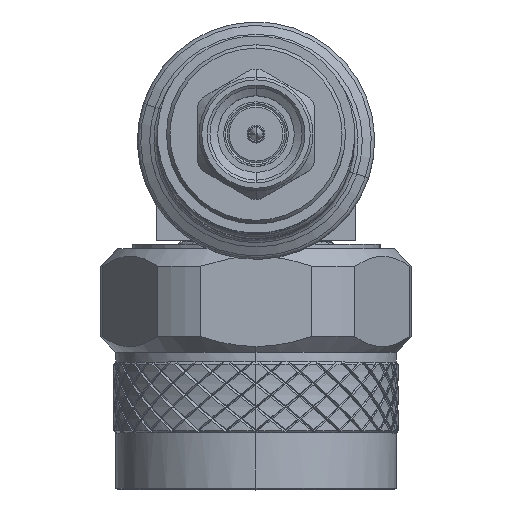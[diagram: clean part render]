
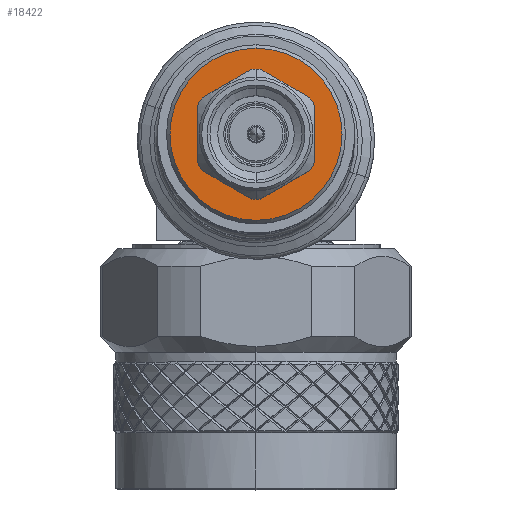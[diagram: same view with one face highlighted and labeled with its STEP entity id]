
A CAD part, top view. The second image highlights one B-rep face of the part: STEP entity #18422.
In plain terms, the highlighted face is planar.
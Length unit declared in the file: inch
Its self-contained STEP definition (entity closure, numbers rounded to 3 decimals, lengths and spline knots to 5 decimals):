
#4062 = DIRECTION ( 'NONE',  ( 1., 0., 0. ) ) ;
#5431 = CIRCLE ( 'NONE', #31239, 0.239 ) ;
#5569 = DIRECTION ( 'NONE',  ( 0., -1., 0. ) ) ;
#6847 = CARTESIAN_POINT ( 'NONE',  ( 0.34866, 0., 0. ) ) ;
#8294 = PLANE ( 'NONE',  #24278 ) ;
#10867 = CARTESIAN_POINT ( 'NONE',  ( 0.34866, 0.12928, 0. ) ) ;
#11233 = ORIENTED_EDGE ( 'NONE', *, *, #25818, .T. ) ;
#11874 = FACE_OUTER_BOUND ( 'NONE', #48885, .T. ) ;
#13314 = DIRECTION ( 'NONE',  ( 0., -1., 0. ) ) ;
#13926 = CIRCLE ( 'NONE', #19663, 0.12928 ) ;
#14323 = DIRECTION ( 'NONE',  ( -1., 0., 0. ) ) ;
#14550 = ORIENTED_EDGE ( 'NONE', *, *, #33900, .T. ) ;
#14845 = EDGE_CURVE ( 'NONE', #48584, #21869, #45347, .T. ) ;
#18422 = ADVANCED_FACE ( 'NONE', ( #30701, #11874 ), #8294, .F. ) ;
#19663 = AXIS2_PLACEMENT_3D ( 'NONE', #27387, #49012, #13314 ) ;
#20728 = CARTESIAN_POINT ( 'NONE',  ( 0.34866, 0.239, 0. ) ) ;
#21759 = DIRECTION ( 'NONE',  ( 0., 1., 0. ) ) ;
#21790 = ORIENTED_EDGE ( 'NONE', *, *, #14845, .F. ) ;
#21869 = VERTEX_POINT ( 'NONE', #37439 ) ;
#22693 = EDGE_CURVE ( 'NONE', #21869, #48584, #13926, .T. ) ;
#23906 = DIRECTION ( 'NONE',  ( 0., -1., 0. ) ) ;
#24278 = AXIS2_PLACEMENT_3D ( 'NONE', #49046, #4062, #21759 ) ;
#25100 = DIRECTION ( 'NONE',  ( -1., 0., 0. ) ) ;
#25818 = EDGE_CURVE ( 'NONE', #52888, #56194, #5431, .T. ) ;
#26104 = AXIS2_PLACEMENT_3D ( 'NONE', #6847, #25100, #5569 ) ;
#26113 = CIRCLE ( 'NONE', #57571, 0.239 ) ;
#27387 = CARTESIAN_POINT ( 'NONE',  ( 0.34866, 0., 0. ) ) ;
#28897 = CARTESIAN_POINT ( 'NONE',  ( 0.34866, -0.239, 0. ) ) ;
#30701 = FACE_BOUND ( 'NONE', #51277, .T. ) ;
#31239 = AXIS2_PLACEMENT_3D ( 'NONE', #50989, #37177, #51290 ) ;
#33900 = EDGE_CURVE ( 'NONE', #56194, #52888, #26113, .T. ) ;
#37177 = DIRECTION ( 'NONE',  ( -1., 0., 0. ) ) ;
#37373 = CARTESIAN_POINT ( 'NONE',  ( 0.34866, 0., 0. ) ) ;
#37439 = CARTESIAN_POINT ( 'NONE',  ( 0.34866, -0.12928, 0. ) ) ;
#45347 = CIRCLE ( 'NONE', #26104, 0.12928 ) ;
#46296 = ORIENTED_EDGE ( 'NONE', *, *, #22693, .F. ) ;
#48584 = VERTEX_POINT ( 'NONE', #10867 ) ;
#48885 = EDGE_LOOP ( 'NONE', ( #11233, #14550 ) ) ;
#49012 = DIRECTION ( 'NONE',  ( -1., 0., 0. ) ) ;
#49046 = CARTESIAN_POINT ( 'NONE',  ( 0.34866, 0.12928, 0. ) ) ;
#50989 = CARTESIAN_POINT ( 'NONE',  ( 0.34866, 0., 0. ) ) ;
#51277 = EDGE_LOOP ( 'NONE', ( #46296, #21790 ) ) ;
#51290 = DIRECTION ( 'NONE',  ( 0., -1., 0. ) ) ;
#52888 = VERTEX_POINT ( 'NONE', #20728 ) ;
#56194 = VERTEX_POINT ( 'NONE', #28897 ) ;
#57571 = AXIS2_PLACEMENT_3D ( 'NONE', #37373, #14323, #23906 ) ;
